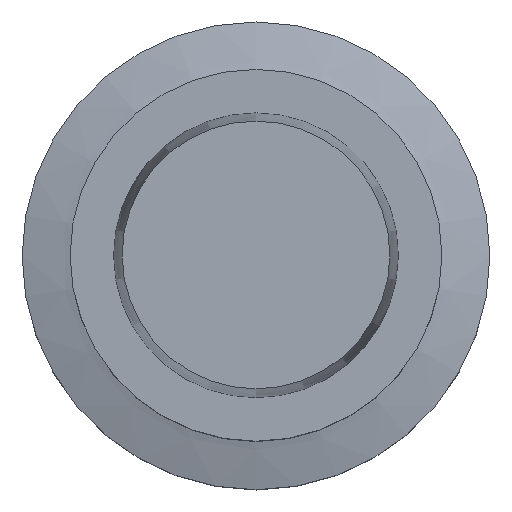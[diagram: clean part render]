
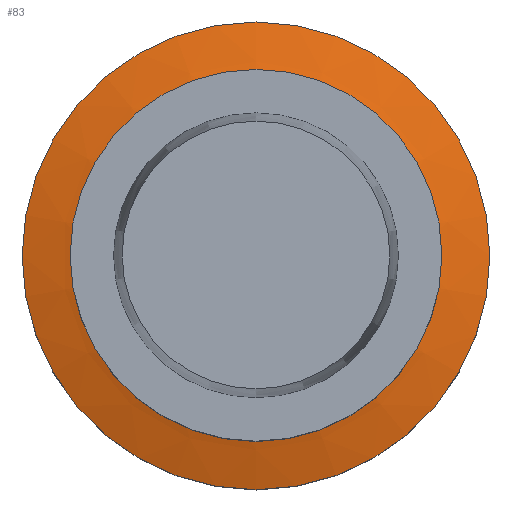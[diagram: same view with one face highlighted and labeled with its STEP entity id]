
A CAD part, top view. The second image highlights one B-rep face of the part: STEP entity #83.
In plain terms, the highlighted conical face has half-angle 75 degrees and reference radius 26.125 mm.
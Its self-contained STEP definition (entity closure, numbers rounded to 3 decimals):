
#83=ADVANCED_FACE('',(#121,#122),#123,.T.);
#121=FACE_BOUND('',#185,.T.);
#122=FACE_BOUND('',#186,.T.);
#123=CONICAL_SURFACE('',#187,26.125,1.309);
#185=EDGE_LOOP('',(#265));
#186=EDGE_LOOP('',(#266));
#187=AXIS2_PLACEMENT_3D('',#267,#268,#269);
#265=ORIENTED_EDGE('',*,*,#335,.F.);
#266=ORIENTED_EDGE('',*,*,#342,.T.);
#267=CARTESIAN_POINT('',(0.,0.,-43.427));
#268=DIRECTION('',(0.,0.,-1.0));
#269=DIRECTION('',(0.,1.0,0.));
#335=EDGE_CURVE('',#357,#357,#358,.T.);
#342=EDGE_CURVE('',#371,#371,#372,.T.);
#357=VERTEX_POINT('',#399);
#358=CIRCLE('',#400,31.45);
#371=VERTEX_POINT('',#413);
#372=CIRCLE('',#414,20.8);
#399=CARTESIAN_POINT('',(0.,31.45,-44.854));
#400=AXIS2_PLACEMENT_3D('',#442,#443,#444);
#413=CARTESIAN_POINT('',(0.,20.8,-42.));
#414=AXIS2_PLACEMENT_3D('',#463,#464,#465);
#442=CARTESIAN_POINT('',(0.,0.,-44.854));
#443=DIRECTION('',(0.,0.,-1.0));
#444=DIRECTION('',(0.,1.0,0.));
#463=CARTESIAN_POINT('',(0.,0.,-42.));
#464=DIRECTION('',(0.,0.,-1.0));
#465=DIRECTION('',(0.,1.0,0.));
